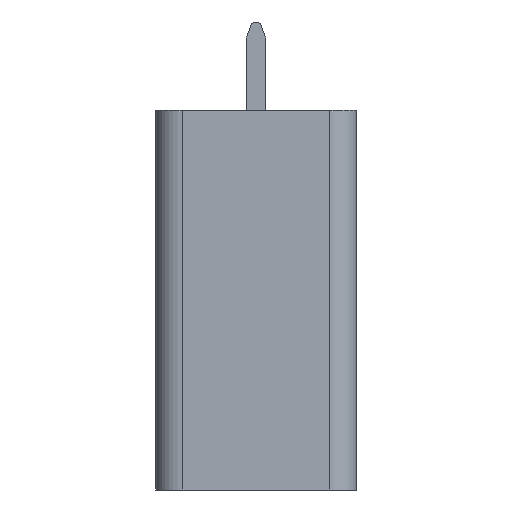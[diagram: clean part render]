
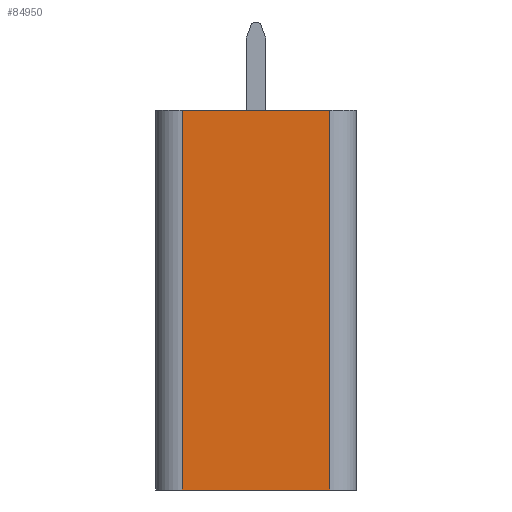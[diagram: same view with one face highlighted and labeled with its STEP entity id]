
A CAD part, left-side view. The second image highlights one B-rep face of the part: STEP entity #84950.
In plain terms, the highlighted planar face has unit normal (-1, 0, 0).
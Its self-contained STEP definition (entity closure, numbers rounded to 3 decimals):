
#210=CARTESIAN_POINT('',(-15.922,32.385,0.));
#220=VERTEX_POINT('',#210);
#250=CARTESIAN_POINT('',(-15.922,0.,0.));
#260=DIRECTION('',(0.,1.,0.));
#270=VECTOR('',#260,1.);
#280=LINE('',#250,#270);
#290=CARTESIAN_POINT('',(-15.922,26.885,0.));
#300=VERTEX_POINT('',#290);
#310=EDGE_CURVE('',#300,#220,#280,.T.);
#57930=CARTESIAN_POINT('',(-15.922,26.885,14.2));
#57940=VERTEX_POINT('',#57930);
#57970=CARTESIAN_POINT('',(-15.922,0.,14.2));
#57980=DIRECTION('',(0.,1.,0.));
#57990=VECTOR('',#57980,1.);
#58000=LINE('',#57970,#57990);
#58010=CARTESIAN_POINT('',(-15.922,32.385,14.2));
#58020=VERTEX_POINT('',#58010);
#58030=EDGE_CURVE('',#57940,#58020,#58000,.T.);
#84690=CARTESIAN_POINT('',(-15.922,32.385,0.));
#84700=DIRECTION('',(0.,0.,1.));
#84710=VECTOR('',#84700,1.);
#84720=LINE('',#84690,#84710);
#84730=EDGE_CURVE('',#220,#58020,#84720,.T.);
#84790=CARTESIAN_POINT('',(-15.922,26.885,0.));
#84800=DIRECTION('',(-1.,0.,0.));
#84810=DIRECTION('',(0.,1.,0.));
#84820=AXIS2_PLACEMENT_3D('',#84790,#84800,#84810);
#84830=PLANE('',#84820);
#84840=ORIENTED_EDGE('',*,*,#84730,.F.);
#84850=ORIENTED_EDGE('',*,*,#58030,.T.);
#84860=CARTESIAN_POINT('',(-15.922,26.885,0.));
#84870=DIRECTION('',(0.,0.,1.));
#84880=VECTOR('',#84870,1.);
#84890=LINE('',#84860,#84880);
#84900=EDGE_CURVE('',#300,#57940,#84890,.T.);
#84910=ORIENTED_EDGE('',*,*,#84900,.T.);
#84920=ORIENTED_EDGE('',*,*,#310,.F.);
#84930=EDGE_LOOP('',(#84920,#84910,#84850,#84840));
#84940=FACE_OUTER_BOUND('',#84930,.T.);
#84950=ADVANCED_FACE('',(#84940),#84830,.T.);
